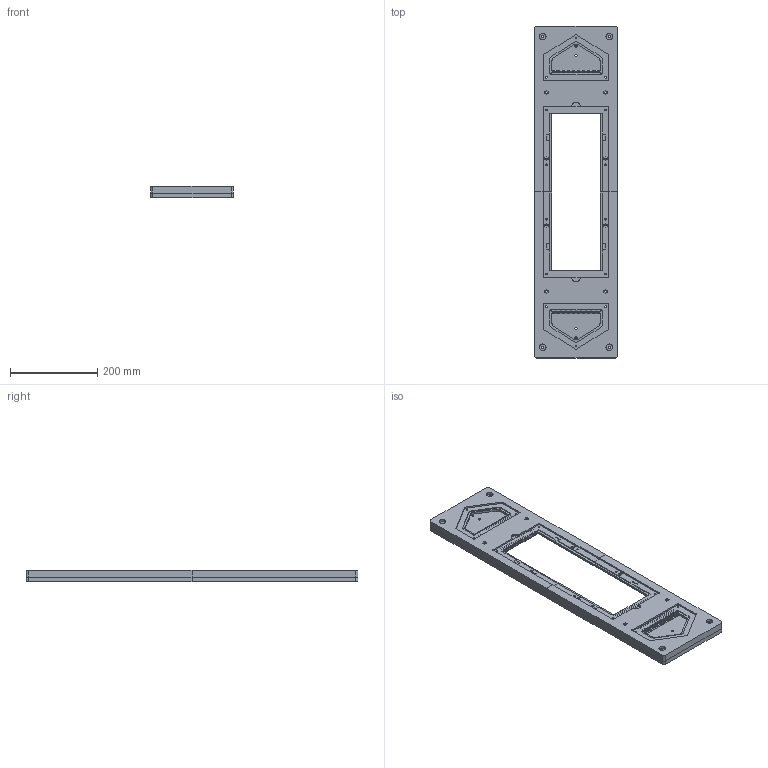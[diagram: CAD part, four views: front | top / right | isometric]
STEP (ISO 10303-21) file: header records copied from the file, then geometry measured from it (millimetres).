
FILE_DESCRIPTION(('FreeCAD Model'),'2;1');
FILE_NAME('Open CASCADE Shape Model','2024-07-01T14:58:12',(''),(''), 'Open CASCADE STEP processor 7.6','FreeCAD','Unknown');
FILE_SCHEMA(('AUTOMOTIVE_DESIGN { 1 0 10303 214 1 1 1 1 }'));
Length unit declared in the file: millimetre
Products named in the file (1): WindTunnelFusion
Bounding box: 190 x 760 x 25.99 mm (x, y, z)
Volume: 1838379.5 mm3; surface area: 403858 mm2
Topology: 1 solids, 1 shells, 1094 faces, 2794 edges, 1578 vertices
Faces by surface type: plane 916, cylinder 94, cone 72, bspline 12
Full cylindrical faces by diameter (mm): 3.734 x22, 5 x4, 5.08 x4, 15.24 x4
Entity records: 42190 total; most frequent: CARTESIAN_POINT 16131, ORIENTED_EDGE 5588, DIRECTION 5002, EDGE_CURVE 2794, LINE 2424, VECTOR 2424, VERTEX_POINT 1578, AXIS2_PLACEMENT_3D 1289
